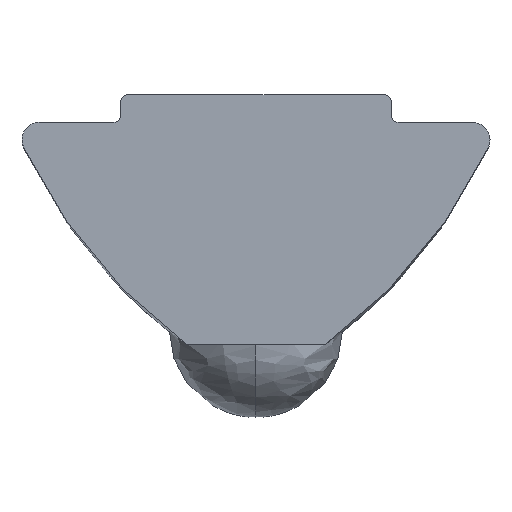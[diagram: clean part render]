
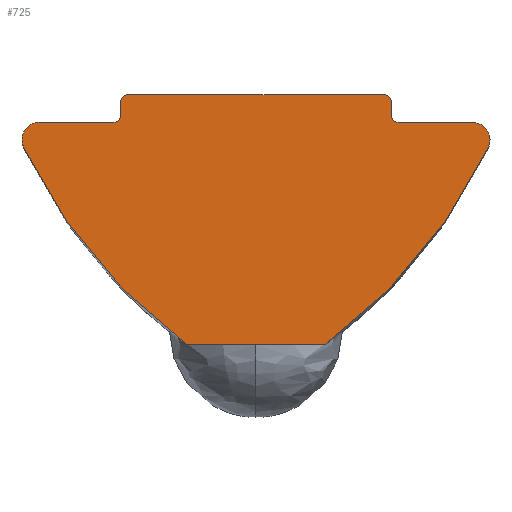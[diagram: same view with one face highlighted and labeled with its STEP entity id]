
A CAD part, top view. The second image highlights one B-rep face of the part: STEP entity #725.
In plain terms, the highlighted planar face has unit normal (0, 0, 1).
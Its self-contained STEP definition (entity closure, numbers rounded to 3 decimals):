
#1 = ORIENTED_EDGE ( 'NONE', *, *, #568, .T. ) ;
#3 = CARTESIAN_POINT ( 'NONE',  ( 6.25, -0.5, 11. ) ) ;
#13 = ORIENTED_EDGE ( 'NONE', *, *, #382, .F. ) ;
#24 = VECTOR ( 'NONE', #556, 1000. ) ;
#25 = VERTEX_POINT ( 'NONE', #147 ) ;
#28 = CARTESIAN_POINT ( 'NONE',  ( 3.9, 0.8, 11. ) ) ;
#30 = VERTEX_POINT ( 'NONE', #1337 ) ;
#80 = VERTEX_POINT ( 'NONE', #1305 ) ;
#82 = AXIS2_PLACEMENT_3D ( 'NONE', #1222, #233, #1239 ) ;
#85 = VERTEX_POINT ( 'NONE', #1163 ) ;
#108 = DIRECTION ( 'NONE',  ( 1., 0., 0. ) ) ;
#113 = DIRECTION ( 'NONE',  ( 0., 0., -1. ) ) ;
#121 = CARTESIAN_POINT ( 'NONE',  ( -6.854, 5.708, 11. ) ) ;
#126 = EDGE_CURVE ( 'NONE', #594, #1306, #976, .T. ) ;
#133 = EDGE_CURVE ( 'NONE', #30, #991, #669, .T. ) ;
#138 = DIRECTION ( 'NONE',  ( 0., 0., -1. ) ) ;
#145 = ORIENTED_EDGE ( 'NONE', *, *, #1395, .F. ) ;
#147 = CARTESIAN_POINT ( 'NONE',  ( 2., -6.4, 11. ) ) ;
#165 = EDGE_CURVE ( 'NONE', #1121, #1319, #1249, .T. ) ;
#179 = EDGE_CURVE ( 'NONE', #1094, #80, #1220, .T. ) ;
#201 = VERTEX_POINT ( 'NONE', #459 ) ;
#204 = CARTESIAN_POINT ( 'NONE',  ( -3.7, 0.6, 11. ) ) ;
#215 = CARTESIAN_POINT ( 'NONE',  ( 6.25, 0., 11. ) ) ;
#219 = DIRECTION ( 'NONE',  ( 0., 0., -1. ) ) ;
#233 = DIRECTION ( 'NONE',  ( 0., 0., -1. ) ) ;
#241 = DIRECTION ( 'NONE',  ( 0., 0., -1. ) ) ;
#247 = CARTESIAN_POINT ( 'NONE',  ( 6.75, -0.5, 11. ) ) ;
#251 = EDGE_CURVE ( 'NONE', #1094, #594, #1183, .T. ) ;
#264 = VECTOR ( 'NONE', #289, 1000. ) ;
#272 = DIRECTION ( 'NONE',  ( 1., 0., 0. ) ) ;
#282 = CARTESIAN_POINT ( 'NONE',  ( 6.25, -6.4, 11. ) ) ;
#289 = DIRECTION ( 'NONE',  ( 1., 0., 0. ) ) ;
#290 = DIRECTION ( 'NONE',  ( -1., 0., 0. ) ) ;
#304 = DIRECTION ( 'NONE',  ( 1., 0., 0. ) ) ;
#326 = DIRECTION ( 'NONE',  ( 1., 0., 0. ) ) ;
#339 = ORIENTED_EDGE ( 'NONE', *, *, #1101, .F. ) ;
#341 = DIRECTION ( 'NONE',  ( 1., 0., 0. ) ) ;
#342 = CARTESIAN_POINT ( 'NONE',  ( -4.1, 0.2, 11. ) ) ;
#348 = DIRECTION ( 'NONE',  ( 0., 0., -1. ) ) ;
#366 = DIRECTION ( 'NONE',  ( -1., 0., 0. ) ) ;
#371 = EDGE_CURVE ( 'NONE', #742, #1319, #1266, .T. ) ;
#382 = EDGE_CURVE ( 'NONE', #25, #201, #1160, .T. ) ;
#395 = LINE ( 'NONE', #1167, #264 ) ;
#405 = CARTESIAN_POINT ( 'NONE',  ( 6.25, 0., 11. ) ) ;
#456 = ORIENTED_EDGE ( 'NONE', *, *, #165, .T. ) ;
#457 = VERTEX_POINT ( 'NONE', #1030 ) ;
#459 = CARTESIAN_POINT ( 'NONE',  ( -2., -6.4, 11. ) ) ;
#467 = DIRECTION ( 'NONE',  ( 0., 0., -1. ) ) ;
#477 = CARTESIAN_POINT ( 'NONE',  ( 4.1, 0.2, 11. ) ) ;
#486 = CARTESIAN_POINT ( 'NONE',  ( 3.9, 0.6, 11. ) ) ;
#489 = VECTOR ( 'NONE', #290, 1000. ) ;
#500 = ORIENTED_EDGE ( 'NONE', *, *, #133, .F. ) ;
#528 = EDGE_CURVE ( 'NONE', #1224, #742, #827, .T. ) ;
#540 = VERTEX_POINT ( 'NONE', #247 ) ;
#556 = DIRECTION ( 'NONE',  ( 0., 1., 0. ) ) ;
#559 = AXIS2_PLACEMENT_3D ( 'NONE', #3, #348, #341 ) ;
#568 = EDGE_CURVE ( 'NONE', #30, #1121, #955, .T. ) ;
#570 = FACE_OUTER_BOUND ( 'NONE', #1029, .T. ) ;
#594 = VERTEX_POINT ( 'NONE', #944 ) ;
#616 = CARTESIAN_POINT ( 'NONE',  ( -4.1, 0., 11. ) ) ;
#656 = EDGE_CURVE ( 'NONE', #457, #25, #995, .T. ) ;
#665 = CIRCLE ( 'NONE', #1413, 0.5 ) ;
#667 = AXIS2_PLACEMENT_3D ( 'NONE', #1128, #241, #1122 ) ;
#669 = CIRCLE ( 'NONE', #809, 0.2 ) ;
#682 = EDGE_CURVE ( 'NONE', #540, #457, #665, .T. ) ;
#693 = AXIS2_PLACEMENT_3D ( 'NONE', #342, #886, #1087 ) ;
#699 = CARTESIAN_POINT ( 'NONE',  ( -6.702, -0.714, 11. ) ) ;
#725 = ADVANCED_FACE ( 'NONE', ( #570 ), #1362, .F. ) ;
#742 = VERTEX_POINT ( 'NONE', #1118 ) ;
#762 = CIRCLE ( 'NONE', #559, 0.5 ) ;
#764 = AXIS2_PLACEMENT_3D ( 'NONE', #477, #138, #366 ) ;
#766 = EDGE_CURVE ( 'NONE', #85, #1306, #849, .T. ) ;
#768 = AXIS2_PLACEMENT_3D ( 'NONE', #1018, #467, #272 ) ;
#776 = ORIENTED_EDGE ( 'NONE', *, *, #528, .F. ) ;
#804 = AXIS2_PLACEMENT_3D ( 'NONE', #806, #1126, #918 ) ;
#806 = CARTESIAN_POINT ( 'NONE',  ( 6.25, -0.5, 11. ) ) ;
#808 = CIRCLE ( 'NONE', #667, 15. ) ;
#809 = AXIS2_PLACEMENT_3D ( 'NONE', #204, #1227, #1105 ) ;
#827 = CIRCLE ( 'NONE', #768, 0.5 ) ;
#849 = CIRCLE ( 'NONE', #82, 0.2 ) ;
#886 = DIRECTION ( 'NONE',  ( 0., 0., -1. ) ) ;
#918 = DIRECTION ( 'NONE',  ( 0., 1., 0. ) ) ;
#944 = CARTESIAN_POINT ( 'NONE',  ( 3.9, 0.2, 11. ) ) ;
#953 = ORIENTED_EDGE ( 'NONE', *, *, #126, .T. ) ;
#955 = LINE ( 'NONE', #1043, #971 ) ;
#958 = ORIENTED_EDGE ( 'NONE', *, *, #656, .F. ) ;
#971 = VECTOR ( 'NONE', #1158, 1000. ) ;
#976 = LINE ( 'NONE', #28, #24 ) ;
#991 = VERTEX_POINT ( 'NONE', #1379 ) ;
#993 = CARTESIAN_POINT ( 'NONE',  ( 6.25, -0.5, 11. ) ) ;
#995 = CIRCLE ( 'NONE', #1246, 15. ) ;
#996 = ORIENTED_EDGE ( 'NONE', *, *, #251, .T. ) ;
#1006 = ORIENTED_EDGE ( 'NONE', *, *, #179, .F. ) ;
#1018 = CARTESIAN_POINT ( 'NONE',  ( -6.25, -0.5, 11. ) ) ;
#1020 = ORIENTED_EDGE ( 'NONE', *, *, #766, .F. ) ;
#1029 = EDGE_LOOP ( 'NONE', ( #1, #456, #1384, #776, #1360, #13, #958, #1045, #339, #1006, #996, #953, #1020, #145, #500 ) ) ;
#1030 = CARTESIAN_POINT ( 'NONE',  ( 6.702, -0.714, 11. ) ) ;
#1043 = CARTESIAN_POINT ( 'NONE',  ( -3.9, 0.8, 11. ) ) ;
#1045 = ORIENTED_EDGE ( 'NONE', *, *, #682, .F. ) ;
#1087 = DIRECTION ( 'NONE',  ( -1., 0., 0. ) ) ;
#1094 = VERTEX_POINT ( 'NONE', #1196 ) ;
#1101 = EDGE_CURVE ( 'NONE', #80, #540, #762, .T. ) ;
#1105 = DIRECTION ( 'NONE',  ( 1., 0., 0. ) ) ;
#1116 = VECTOR ( 'NONE', #304, 1000. ) ;
#1118 = CARTESIAN_POINT ( 'NONE',  ( -6.25, 0., 11. ) ) ;
#1121 = VERTEX_POINT ( 'NONE', #1219 ) ;
#1122 = DIRECTION ( 'NONE',  ( 1., 0., 0. ) ) ;
#1126 = DIRECTION ( 'NONE',  ( 0., 0., -1. ) ) ;
#1128 = CARTESIAN_POINT ( 'NONE',  ( 6.854, 5.708, 11. ) ) ;
#1158 = DIRECTION ( 'NONE',  ( 0., -1., 0. ) ) ;
#1160 = LINE ( 'NONE', #282, #489 ) ;
#1163 = CARTESIAN_POINT ( 'NONE',  ( 3.7, 0.8, 11. ) ) ;
#1167 = CARTESIAN_POINT ( 'NONE',  ( 6.25, 0.8, 11. ) ) ;
#1183 = CIRCLE ( 'NONE', #764, 0.2 ) ;
#1196 = CARTESIAN_POINT ( 'NONE',  ( 4.1, 0., 11. ) ) ;
#1214 = DIRECTION ( 'NONE',  ( 1., 0., 0. ) ) ;
#1219 = CARTESIAN_POINT ( 'NONE',  ( -3.9, 0.2, 11. ) ) ;
#1220 = LINE ( 'NONE', #215, #1369 ) ;
#1222 = CARTESIAN_POINT ( 'NONE',  ( 3.7, 0.6, 11. ) ) ;
#1224 = VERTEX_POINT ( 'NONE', #699 ) ;
#1227 = DIRECTION ( 'NONE',  ( 0., 0., -1. ) ) ;
#1239 = DIRECTION ( 'NONE',  ( 1., 0., 0. ) ) ;
#1243 = EDGE_CURVE ( 'NONE', #201, #1224, #808, .T. ) ;
#1246 = AXIS2_PLACEMENT_3D ( 'NONE', #121, #219, #108 ) ;
#1249 = CIRCLE ( 'NONE', #693, 0.2 ) ;
#1266 = LINE ( 'NONE', #405, #1116 ) ;
#1305 = CARTESIAN_POINT ( 'NONE',  ( 6.25, 0., 11. ) ) ;
#1306 = VERTEX_POINT ( 'NONE', #486 ) ;
#1319 = VERTEX_POINT ( 'NONE', #616 ) ;
#1337 = CARTESIAN_POINT ( 'NONE',  ( -3.9, 0.6, 11. ) ) ;
#1360 = ORIENTED_EDGE ( 'NONE', *, *, #1243, .F. ) ;
#1362 = PLANE ( 'NONE',  #804 ) ;
#1369 = VECTOR ( 'NONE', #326, 1000. ) ;
#1379 = CARTESIAN_POINT ( 'NONE',  ( -3.7, 0.8, 11. ) ) ;
#1384 = ORIENTED_EDGE ( 'NONE', *, *, #371, .F. ) ;
#1395 = EDGE_CURVE ( 'NONE', #991, #85, #395, .T. ) ;
#1413 = AXIS2_PLACEMENT_3D ( 'NONE', #993, #113, #1214 ) ;
